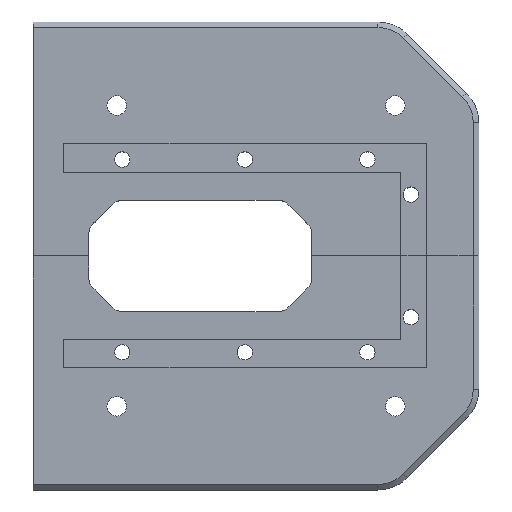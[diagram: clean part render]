
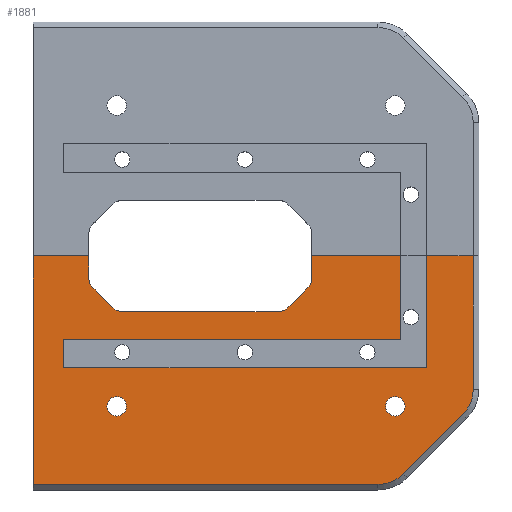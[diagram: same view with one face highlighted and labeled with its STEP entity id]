
A CAD part, top view. The second image highlights one B-rep face of the part: STEP entity #1881.
In plain terms, the highlighted planar face has unit normal (0, 0, 1).
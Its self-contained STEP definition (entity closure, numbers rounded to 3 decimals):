
#1881 = ADVANCED_FACE('',(#1882,#2074,#2085),#2096,.T.);
#1882 = FACE_BOUND('',#1883,.F.);
#1883 = EDGE_LOOP('',(#1884,#1894,#1902,#1910,#1919,#1927,#1936,#1944,
    #1953,#1961,#1970,#1978,#1986,#1994,#2002,#2010,#2018,#2026,#2034,
    #2042,#2051,#2059,#2068));
#1884 = ORIENTED_EDGE('',*,*,#1885,.T.);
#1885 = EDGE_CURVE('',#1886,#1888,#1890,.T.);
#1886 = VERTEX_POINT('',#1887);
#1887 = CARTESIAN_POINT('',(-20.,-41.,0.));
#1888 = VERTEX_POINT('',#1889);
#1889 = CARTESIAN_POINT('',(-20.,0.,0.));
#1890 = LINE('',#1891,#1892);
#1891 = CARTESIAN_POINT('',(-20.,-42.,0.));
#1892 = VECTOR('',#1893,1.);
#1893 = DIRECTION('',(0.,1.,0.));
#1894 = ORIENTED_EDGE('',*,*,#1895,.T.);
#1895 = EDGE_CURVE('',#1888,#1896,#1898,.T.);
#1896 = VERTEX_POINT('',#1897);
#1897 = CARTESIAN_POINT('',(-10.,0.,0.));
#1898 = LINE('',#1899,#1900);
#1899 = CARTESIAN_POINT('',(-20.,0.,0.));
#1900 = VECTOR('',#1901,1.);
#1901 = DIRECTION('',(1.,0.,0.));
#1902 = ORIENTED_EDGE('',*,*,#1903,.F.);
#1903 = EDGE_CURVE('',#1904,#1896,#1906,.T.);
#1904 = VERTEX_POINT('',#1905);
#1905 = CARTESIAN_POINT('',(-10.,-3.964,0.));
#1906 = LINE('',#1907,#1908);
#1907 = CARTESIAN_POINT('',(-10.,-10.,0.));
#1908 = VECTOR('',#1909,1.);
#1909 = DIRECTION('',(0.,1.,0.));
#1910 = ORIENTED_EDGE('',*,*,#1911,.T.);
#1911 = EDGE_CURVE('',#1904,#1912,#1914,.T.);
#1912 = VERTEX_POINT('',#1913);
#1913 = CARTESIAN_POINT('',(-9.268,-5.732,0.));
#1914 = CIRCLE('',#1915,2.5);
#1915 = AXIS2_PLACEMENT_3D('',#1916,#1917,#1918);
#1916 = CARTESIAN_POINT('',(-7.5,-3.964,0.));
#1917 = DIRECTION('',(-0.,0.,1.));
#1918 = DIRECTION('',(0.,-1.,0.));
#1919 = ORIENTED_EDGE('',*,*,#1920,.T.);
#1920 = EDGE_CURVE('',#1912,#1921,#1923,.T.);
#1921 = VERTEX_POINT('',#1922);
#1922 = CARTESIAN_POINT('',(-5.732,-9.268,0.));
#1923 = LINE('',#1924,#1925);
#1924 = CARTESIAN_POINT('',(2.75,-17.75,0.));
#1925 = VECTOR('',#1926,1.);
#1926 = DIRECTION('',(0.707,-0.707,0.));
#1927 = ORIENTED_EDGE('',*,*,#1928,.T.);
#1928 = EDGE_CURVE('',#1921,#1929,#1931,.T.);
#1929 = VERTEX_POINT('',#1930);
#1930 = CARTESIAN_POINT('',(-3.964,-10.,0.));
#1931 = CIRCLE('',#1932,2.5);
#1932 = AXIS2_PLACEMENT_3D('',#1933,#1934,#1935);
#1933 = CARTESIAN_POINT('',(-3.964,-7.5,0.));
#1934 = DIRECTION('',(-0.,0.,1.));
#1935 = DIRECTION('',(0.,-1.,0.));
#1936 = ORIENTED_EDGE('',*,*,#1937,.F.);
#1937 = EDGE_CURVE('',#1938,#1929,#1940,.T.);
#1938 = VERTEX_POINT('',#1939);
#1939 = CARTESIAN_POINT('',(23.964,-10.,0.));
#1940 = LINE('',#1941,#1942);
#1941 = CARTESIAN_POINT('',(30.,-10.,0.));
#1942 = VECTOR('',#1943,1.);
#1943 = DIRECTION('',(-1.,-0.,-0.));
#1944 = ORIENTED_EDGE('',*,*,#1945,.T.);
#1945 = EDGE_CURVE('',#1938,#1946,#1948,.T.);
#1946 = VERTEX_POINT('',#1947);
#1947 = CARTESIAN_POINT('',(25.732,-9.268,0.));
#1948 = CIRCLE('',#1949,2.5);
#1949 = AXIS2_PLACEMENT_3D('',#1950,#1951,#1952);
#1950 = CARTESIAN_POINT('',(23.964,-7.5,0.));
#1951 = DIRECTION('',(-0.,0.,1.));
#1952 = DIRECTION('',(0.,-1.,0.));
#1953 = ORIENTED_EDGE('',*,*,#1954,.T.);
#1954 = EDGE_CURVE('',#1946,#1955,#1957,.T.);
#1955 = VERTEX_POINT('',#1956);
#1956 = CARTESIAN_POINT('',(29.268,-5.732,0.));
#1957 = LINE('',#1958,#1959);
#1958 = CARTESIAN_POINT('',(22.25,-12.75,0.));
#1959 = VECTOR('',#1960,1.);
#1960 = DIRECTION('',(0.707,0.707,0.));
#1961 = ORIENTED_EDGE('',*,*,#1962,.T.);
#1962 = EDGE_CURVE('',#1955,#1963,#1965,.T.);
#1963 = VERTEX_POINT('',#1964);
#1964 = CARTESIAN_POINT('',(30.,-3.964,0.));
#1965 = CIRCLE('',#1966,2.5);
#1966 = AXIS2_PLACEMENT_3D('',#1967,#1968,#1969);
#1967 = CARTESIAN_POINT('',(27.5,-3.964,0.));
#1968 = DIRECTION('',(-0.,0.,1.));
#1969 = DIRECTION('',(0.,-1.,0.));
#1970 = ORIENTED_EDGE('',*,*,#1971,.F.);
#1971 = EDGE_CURVE('',#1972,#1963,#1974,.T.);
#1972 = VERTEX_POINT('',#1973);
#1973 = CARTESIAN_POINT('',(30.,0.,0.));
#1974 = LINE('',#1975,#1976);
#1975 = CARTESIAN_POINT('',(30.,0.,0.));
#1976 = VECTOR('',#1977,1.);
#1977 = DIRECTION('',(-0.,-1.,-0.));
#1978 = ORIENTED_EDGE('',*,*,#1979,.T.);
#1979 = EDGE_CURVE('',#1972,#1980,#1982,.T.);
#1980 = VERTEX_POINT('',#1981);
#1981 = CARTESIAN_POINT('',(46.,0.,0.));
#1982 = LINE('',#1983,#1984);
#1983 = CARTESIAN_POINT('',(-20.,0.,0.));
#1984 = VECTOR('',#1985,1.);
#1985 = DIRECTION('',(1.,0.,0.));
#1986 = ORIENTED_EDGE('',*,*,#1987,.T.);
#1987 = EDGE_CURVE('',#1980,#1988,#1990,.T.);
#1988 = VERTEX_POINT('',#1989);
#1989 = CARTESIAN_POINT('',(46.,-15.,0.));
#1990 = LINE('',#1991,#1992);
#1991 = CARTESIAN_POINT('',(46.,0.,0.));
#1992 = VECTOR('',#1993,1.);
#1993 = DIRECTION('',(-0.,-1.,-0.));
#1994 = ORIENTED_EDGE('',*,*,#1995,.T.);
#1995 = EDGE_CURVE('',#1988,#1996,#1998,.T.);
#1996 = VERTEX_POINT('',#1997);
#1997 = CARTESIAN_POINT('',(-14.5,-15.,0.));
#1998 = LINE('',#1999,#2000);
#1999 = CARTESIAN_POINT('',(46.,-15.,0.));
#2000 = VECTOR('',#2001,1.);
#2001 = DIRECTION('',(-1.,-0.,-0.));
#2002 = ORIENTED_EDGE('',*,*,#2003,.T.);
#2003 = EDGE_CURVE('',#1996,#2004,#2006,.T.);
#2004 = VERTEX_POINT('',#2005);
#2005 = CARTESIAN_POINT('',(-14.5,-20.1,0.));
#2006 = LINE('',#2007,#2008);
#2007 = CARTESIAN_POINT('',(-14.5,-15.,0.));
#2008 = VECTOR('',#2009,1.);
#2009 = DIRECTION('',(-0.,-1.,-0.));
#2010 = ORIENTED_EDGE('',*,*,#2011,.T.);
#2011 = EDGE_CURVE('',#2004,#2012,#2014,.T.);
#2012 = VERTEX_POINT('',#2013);
#2013 = CARTESIAN_POINT('',(50.6,-20.1,0.));
#2014 = LINE('',#2015,#2016);
#2015 = CARTESIAN_POINT('',(-14.5,-20.1,0.));
#2016 = VECTOR('',#2017,1.);
#2017 = DIRECTION('',(1.,0.,0.));
#2018 = ORIENTED_EDGE('',*,*,#2019,.T.);
#2019 = EDGE_CURVE('',#2012,#2020,#2022,.T.);
#2020 = VERTEX_POINT('',#2021);
#2021 = CARTESIAN_POINT('',(50.6,0.,0.));
#2022 = LINE('',#2023,#2024);
#2023 = CARTESIAN_POINT('',(50.6,-20.1,0.));
#2024 = VECTOR('',#2025,1.);
#2025 = DIRECTION('',(0.,1.,0.));
#2026 = ORIENTED_EDGE('',*,*,#2027,.T.);
#2027 = EDGE_CURVE('',#2020,#2028,#2030,.T.);
#2028 = VERTEX_POINT('',#2029);
#2029 = CARTESIAN_POINT('',(59.,0.,0.));
#2030 = LINE('',#2031,#2032);
#2031 = CARTESIAN_POINT('',(-20.,0.,0.));
#2032 = VECTOR('',#2033,1.);
#2033 = DIRECTION('',(1.,0.,0.));
#2034 = ORIENTED_EDGE('',*,*,#2035,.F.);
#2035 = EDGE_CURVE('',#2036,#2028,#2038,.T.);
#2036 = VERTEX_POINT('',#2037);
#2037 = CARTESIAN_POINT('',(59.,-23.893,0.));
#2038 = LINE('',#2039,#2040);
#2039 = CARTESIAN_POINT('',(59.,-23.893,0.));
#2040 = VECTOR('',#2041,1.);
#2041 = DIRECTION('',(-0.,1.,-0.));
#2042 = ORIENTED_EDGE('',*,*,#2043,.F.);
#2043 = EDGE_CURVE('',#2044,#2036,#2046,.T.);
#2044 = VERTEX_POINT('',#2045);
#2045 = CARTESIAN_POINT('',(57.096,-28.49,0.));
#2046 = CIRCLE('',#2047,6.5);
#2047 = AXIS2_PLACEMENT_3D('',#2048,#2049,#2050);
#2048 = CARTESIAN_POINT('',(52.5,-23.893,0.));
#2049 = DIRECTION('',(0.,0.,1.));
#2050 = DIRECTION('',(0.707,-0.707,0.));
#2051 = ORIENTED_EDGE('',*,*,#2052,.F.);
#2052 = EDGE_CURVE('',#2053,#2044,#2055,.T.);
#2053 = VERTEX_POINT('',#2054);
#2054 = CARTESIAN_POINT('',(46.49,-39.096,0.));
#2055 = LINE('',#2056,#2057);
#2056 = CARTESIAN_POINT('',(46.49,-39.096,0.));
#2057 = VECTOR('',#2058,1.);
#2058 = DIRECTION('',(0.707,0.707,-0.));
#2059 = ORIENTED_EDGE('',*,*,#2060,.F.);
#2060 = EDGE_CURVE('',#2061,#2053,#2063,.T.);
#2061 = VERTEX_POINT('',#2062);
#2062 = CARTESIAN_POINT('',(41.893,-41.,0.));
#2063 = CIRCLE('',#2064,6.5);
#2064 = AXIS2_PLACEMENT_3D('',#2065,#2066,#2067);
#2065 = CARTESIAN_POINT('',(41.893,-34.5,0.));
#2066 = DIRECTION('',(0.,0.,1.));
#2067 = DIRECTION('',(-0.,-1.,0.));
#2068 = ORIENTED_EDGE('',*,*,#2069,.F.);
#2069 = EDGE_CURVE('',#1886,#2061,#2070,.T.);
#2070 = LINE('',#2071,#2072);
#2071 = CARTESIAN_POINT('',(-20.,-41.,0.));
#2072 = VECTOR('',#2073,1.);
#2073 = DIRECTION('',(1.,-0.,-0.));
#2074 = FACE_BOUND('',#2075,.F.);
#2075 = EDGE_LOOP('',(#2076));
#2076 = ORIENTED_EDGE('',*,*,#2077,.T.);
#2077 = EDGE_CURVE('',#2078,#2078,#2080,.T.);
#2078 = VERTEX_POINT('',#2079);
#2079 = CARTESIAN_POINT('',(-3.25,-27.,0.));
#2080 = CIRCLE('',#2081,1.75);
#2081 = AXIS2_PLACEMENT_3D('',#2082,#2083,#2084);
#2082 = CARTESIAN_POINT('',(-5.,-27.,0.));
#2083 = DIRECTION('',(0.,0.,1.));
#2084 = DIRECTION('',(1.,0.,0.));
#2085 = FACE_BOUND('',#2086,.F.);
#2086 = EDGE_LOOP('',(#2087));
#2087 = ORIENTED_EDGE('',*,*,#2088,.T.);
#2088 = EDGE_CURVE('',#2089,#2089,#2091,.T.);
#2089 = VERTEX_POINT('',#2090);
#2090 = CARTESIAN_POINT('',(46.75,-27.,0.));
#2091 = CIRCLE('',#2092,1.75);
#2092 = AXIS2_PLACEMENT_3D('',#2093,#2094,#2095);
#2093 = CARTESIAN_POINT('',(45.,-27.,0.));
#2094 = DIRECTION('',(0.,0.,1.));
#2095 = DIRECTION('',(1.,0.,0.));
#2096 = PLANE('',#2097);
#2097 = AXIS2_PLACEMENT_3D('',#2098,#2099,#2100);
#2098 = CARTESIAN_POINT('',(20.,-21.,0.));
#2099 = DIRECTION('',(0.,0.,1.));
#2100 = DIRECTION('',(-1.,-0.,-0.));
